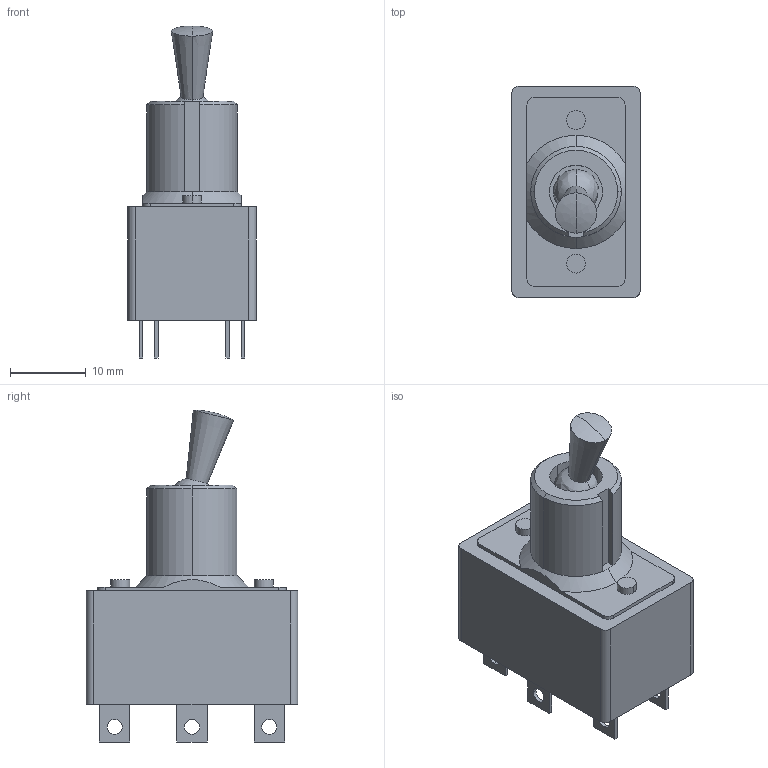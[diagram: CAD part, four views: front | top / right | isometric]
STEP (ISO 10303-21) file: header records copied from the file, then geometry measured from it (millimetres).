
FILE_DESCRIPTION (( 'STEP AP214' ), '1' );
FILE_NAME ('User Library-TP1-2.STEP', '2023-08-24T19:56:30', ( '' ), ( '' ), 'SwSTEP 2.0', 'SolidWorks 2022', '' );
FILE_SCHEMA (( 'AUTOMOTIVE_DESIGN' ));
Length unit declared in the file: millimetre
Products named in the file (3): TP1-22; TP1-21; User Library-TP1-2
Assembly tree (2 placements, depth 2):
  User Library-TP1-2
    TP1-21
    TP1-22
Bounding box: 17 x 28 x 43.95 mm (x, y, z)
Volume: 8739.9 mm3; surface area: 3603.5 mm2
Topology: 2 solids, 2 shells, 96 faces, 238 edges, 154 vertices
Faces by surface type: plane 52, cylinder 33, cone 7, bspline 4
Entity records: 3560 total; most frequent: CARTESIAN_POINT 593, DIRECTION 500, ORIENTED_EDGE 468, EDGE_CURVE 234, AXIS2_PLACEMENT_3D 177, VERTEX_POINT 154, LINE 146, VECTOR 146
